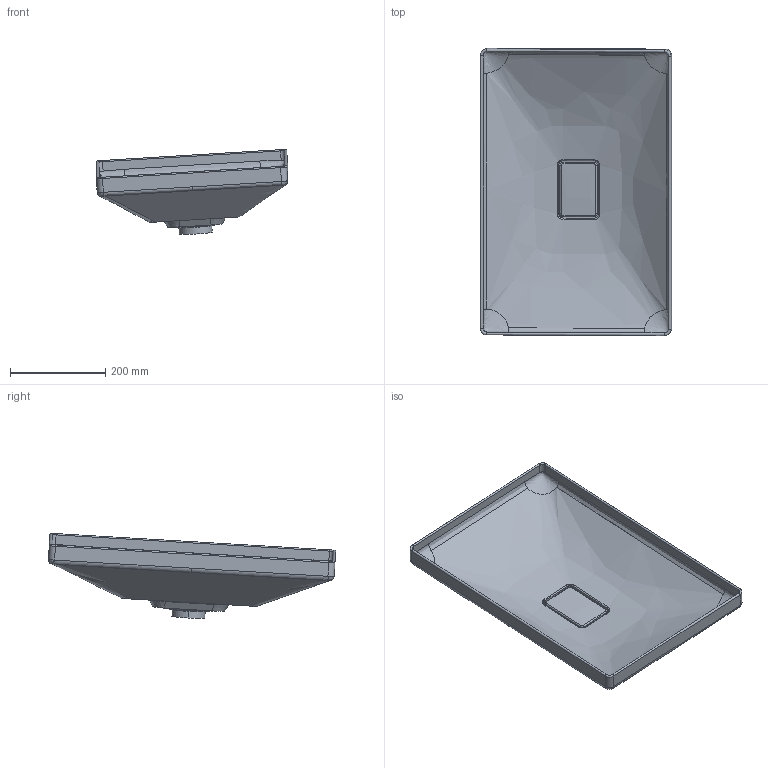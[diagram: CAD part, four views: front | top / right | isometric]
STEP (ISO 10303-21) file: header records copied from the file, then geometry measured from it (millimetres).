
FILE_DESCRIPTION(/* description */ ('AP214 STEP file'),/* implementation_level */ '2;1');
FILE_NAME(/* name */ '3995900H_out.stp',/* time_stamp */ '2022-10-26T11:39:23+02:00',/* author */ (''),/* organization */ (''),/* preprocessor_version */ 'ST-DEVELOPER v18.1',/* originating_system */ 'Elysium Co. Ltd. STEP Translator v8.3.0.0',/* authorisation */ '');
FILE_SCHEMA (('AUTOMOTIVE_DESIGN { 1 0 10303 214 3 1 1 }'));
Length unit declared in the file: millimetre
Products named in the file (3): Mirror2; NONE; 3995900H
Assembly tree (2 placements, depth 2):
  3995900H
    Mirror2
    NONE
Bounding box: 401.07 x 602.03 x 178.11 mm (x, y, z)
Volume: 3486836.6 mm3; surface area: 696503.7 mm2
Topology: 2 solids, 3 shells, 188 faces, 462 edges, 284 vertices
Faces by surface type: cylinder 56, bspline 54, plane 39, torus 22, sphere 8, cone 8, extrusion 1
Entity records: 19929 total; most frequent: CARTESIAN_POINT 16106, ORIENTED_EDGE 904, EDGE_CURVE 454, STYLED_ITEM 362, VERTEX_POINT 284, AXIS2_PLACEMENT_3D 266, EDGE_LOOP 201, ADVANCED_FACE 188
